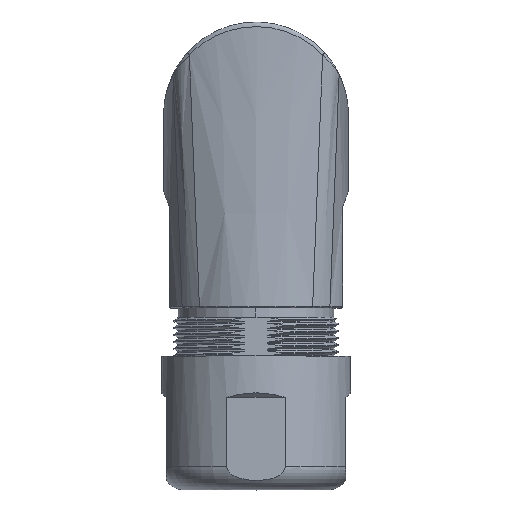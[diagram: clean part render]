
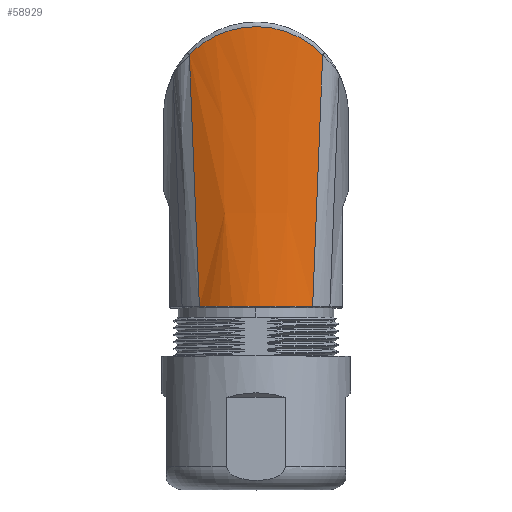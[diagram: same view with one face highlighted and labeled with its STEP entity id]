
A CAD part, top view. The second image highlights one B-rep face of the part: STEP entity #58929.
In plain terms, the highlighted free-form (B-spline) face has degree [3, 3] with [7, 4] control points.
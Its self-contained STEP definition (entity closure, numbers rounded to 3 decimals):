
#90=DIRECTION('',(0.04,0.998,0.048));
#91=VECTOR('',#90,27.287);
#92=CARTESIAN_POINT('',(6.137,-20.813,7.91));
#93=LINE('',#92,#91);
#22025=CARTESIAN_POINT('',(7.228,6.42,9.231));
#22026=CARTESIAN_POINT('',(7.118,6.534,9.274));
#22027=CARTESIAN_POINT('',(6.894,6.757,9.36));
#22028=CARTESIAN_POINT('',(6.543,7.073,9.483));
#22029=CARTESIAN_POINT('',(6.18,7.372,9.599));
#22030=CARTESIAN_POINT('',(5.804,7.651,9.71));
#22031=CARTESIAN_POINT('',(5.417,7.912,9.813));
#22032=CARTESIAN_POINT('',(5.02,8.153,9.909));
#22033=CARTESIAN_POINT('',(4.613,8.375,9.998));
#22034=CARTESIAN_POINT('',(4.198,8.577,10.079));
#22035=CARTESIAN_POINT('',(3.776,8.76,10.153));
#22036=CARTESIAN_POINT('',(3.347,8.922,10.218));
#22037=CARTESIAN_POINT('',(2.912,9.065,10.275));
#22038=CARTESIAN_POINT('',(2.472,9.187,10.325));
#22039=CARTESIAN_POINT('',(2.028,9.289,10.366));
#22040=CARTESIAN_POINT('',(1.581,9.371,10.399));
#22041=CARTESIAN_POINT('',(1.131,9.432,10.424));
#22042=CARTESIAN_POINT('',(0.679,9.473,
10.44));
#22043=CARTESIAN_POINT('',(0.226,9.494,
10.449));
#22044=CARTESIAN_POINT('',(-0.227,9.493,
10.449));
#22045=CARTESIAN_POINT('',(-0.68,9.473,
10.44));
#22046=CARTESIAN_POINT('',(-1.131,9.432,
10.424));
#22047=CARTESIAN_POINT('',(-1.581,9.371,
10.399));
#22048=CARTESIAN_POINT('',(-2.029,9.289,
10.366));
#22049=CARTESIAN_POINT('',(-2.473,9.187,
10.325));
#22050=CARTESIAN_POINT('',(-2.912,9.065,
10.275));
#22051=CARTESIAN_POINT('',(-3.347,8.922,
10.218));
#22052=CARTESIAN_POINT('',(-3.776,8.759,
10.153));
#22053=CARTESIAN_POINT('',(-4.198,8.577,
10.079));
#22054=CARTESIAN_POINT('',(-4.613,8.374,
9.998));
#22055=CARTESIAN_POINT('',(-5.02,8.152,
9.909));
#22056=CARTESIAN_POINT('',(-5.417,7.911,
9.813));
#22057=CARTESIAN_POINT('',(-5.804,7.65,
9.71));
#22058=CARTESIAN_POINT('',(-6.18,7.371,
9.599));
#22059=CARTESIAN_POINT('',(-6.543,7.073,
9.482));
#22060=CARTESIAN_POINT('',(-6.894,6.756,
9.36));
#22061=CARTESIAN_POINT('',(-7.118,6.534,
9.274));
#22062=CARTESIAN_POINT('',(-7.228,6.419,
9.231));
#22064=CARTESIAN_POINT('',(6.137,-20.813,
7.91));
#22065=CARTESIAN_POINT('',(5.727,-20.811,
8.227));
#22066=CARTESIAN_POINT('',(4.871,-20.809,
8.784));
#22067=CARTESIAN_POINT('',(3.571,-20.806,
9.384));
#22068=CARTESIAN_POINT('',(2.173,-20.804,
9.801));
#22069=CARTESIAN_POINT('',(0.74,-20.803,
10.01));
#22070=CARTESIAN_POINT('',(-0.705,-20.803,
10.014));
#22071=CARTESIAN_POINT('',(-2.161,-20.804,
9.802));
#22072=CARTESIAN_POINT('',(-3.5,-20.806,
9.408));
#22073=CARTESIAN_POINT('',(-4.814,-20.808,
8.817));
#22074=CARTESIAN_POINT('',(-5.705,-20.811,
8.244));
#22075=CARTESIAN_POINT('',(-6.137,-20.813,
7.91));
#22077=DIRECTION('',(-0.04,0.998,0.048));
#22078=VECTOR('',#22077,27.286);
#22079=CARTESIAN_POINT('',(-6.137,-20.813,
7.91));
#22080=LINE('',#22079,#22078);
#22153=CARTESIAN_POINT('',(-7.228,6.419,
9.231));
#22173=CARTESIAN_POINT('',(-6.137,-20.813,
7.91));
#22262=VERTEX_POINT('',#22173);
#22264=VERTEX_POINT('',#22064);
#22278=VERTEX_POINT('',#22153);
#22280=VERTEX_POINT('',#22025);
#58892=CARTESIAN_POINT('',(6.318,-21.419,
7.715));
#58893=CARTESIAN_POINT('',(6.766,-10.913,
8.252));
#58894=CARTESIAN_POINT('',(7.213,-0.407,
8.788));
#58895=CARTESIAN_POINT('',(7.66,10.1,9.324));
#58896=CARTESIAN_POINT('',(5.405,-21.419,
8.473));
#58897=CARTESIAN_POINT('',(5.729,-10.913,
8.886));
#58898=CARTESIAN_POINT('',(6.054,-0.407,
9.299));
#58899=CARTESIAN_POINT('',(6.378,10.1,9.712));
#58900=CARTESIAN_POINT('',(3.381,-21.419,
9.61));
#58901=CARTESIAN_POINT('',(3.535,-10.913,
9.831));
#58902=CARTESIAN_POINT('',(3.689,-0.407,
10.052));
#58903=CARTESIAN_POINT('',(3.844,10.1,10.273));
#58904=CARTESIAN_POINT('',(0.,-21.419,10.178));
#58905=CARTESIAN_POINT('',(0.,-10.913,10.301));
#58906=CARTESIAN_POINT('',(0.,-0.407,10.424));
#58907=CARTESIAN_POINT('',(0.,10.1,10.546));
#58908=CARTESIAN_POINT('',(-3.381,-21.419,
9.61));
#58909=CARTESIAN_POINT('',(-3.535,-10.913,
9.831));
#58910=CARTESIAN_POINT('',(-3.689,-0.407,
10.052));
#58911=CARTESIAN_POINT('',(-3.844,10.1,
10.273));
#58912=CARTESIAN_POINT('',(-5.405,-21.419,
8.473));
#58913=CARTESIAN_POINT('',(-5.729,-10.913,
8.886));
#58914=CARTESIAN_POINT('',(-6.054,-0.407,
9.299));
#58915=CARTESIAN_POINT('',(-6.378,10.1,
9.712));
#58916=CARTESIAN_POINT('',(-6.318,-21.419,
7.715));
#58917=CARTESIAN_POINT('',(-6.766,-10.913,
8.252));
#58918=CARTESIAN_POINT('',(-7.213,-0.407,
8.788));
#58919=CARTESIAN_POINT('',(-7.66,10.1,
9.324));
#58920=B_SPLINE_SURFACE_WITH_KNOTS('',3,3,((#58892,#58893,#58894,#58895),
(#58896,#58897,#58898,#58899),(#58900,#58901,#58902,#58903),(#58904,#58905,
#58906,#58907),(#58908,#58909,#58910,#58911),(#58912,#58913,#58914,#58915),(
#58916,#58917,#58918,#58919)),.UNSPECIFIED.,.F.,.F.,.F.,(4,1,1,1,4),(4,4),(
0.282,0.395,0.5,0.605,0.718),(
-0.012,0.915),.UNSPECIFIED.);
#58921=ORIENTED_EDGE('',*,*,#58883,.F.);
#58922=ORIENTED_EDGE('',*,*,#25446,.F.);
#58924=ORIENTED_EDGE('',*,*,#58923,.T.);
#58926=ORIENTED_EDGE('',*,*,#58925,.T.);
#58927=EDGE_LOOP('',(#58921,#58922,#58924,#58926));
#58928=FACE_OUTER_BOUND('',#58927,.F.);
#58929=ADVANCED_FACE('',(#58928),#58920,.F.);
#22063=B_SPLINE_CURVE_WITH_KNOTS('',3,(#22025,#22026,#22027,#22028,#22029,
#22030,#22031,#22032,#22033,#22034,#22035,#22036,#22037,#22038,#22039,#22040,
#22041,#22042,#22043,#22044,#22045,#22046,#22047,#22048,#22049,#22050,#22051,
#22052,#22053,#22054,#22055,#22056,#22057,#22058,#22059,#22060,#22061,#22062),
.UNSPECIFIED.,.F.,.F.,(4,1,1,1,1,1,1,1,1,1,1,1,1,1,1,1,1,1,1,1,1,1,1,1,1,1,1,1,
1,1,1,1,1,1,1,4),(0.,0.029,0.057,0.086,
0.114,0.143,0.171,0.2,0.229,
0.257,0.286,0.314,0.343,
0.371,0.4,0.429,0.457,0.486,
0.514,0.543,0.571,0.6,0.629,
0.657,0.686,0.714,0.743,
0.771,0.8,0.829,0.857,0.886,
0.914,0.943,0.971,1.),.UNSPECIFIED.);
#22076=B_SPLINE_CURVE_WITH_KNOTS('',3,(#22064,#22065,#22066,#22067,#22068,
#22069,#22070,#22071,#22072,#22073,#22074,#22075),.UNSPECIFIED.,.F.,.F.,(4,1,1,
1,1,1,1,1,1,4),(0.,0.111,0.222,0.333,
0.444,0.556,0.667,0.778,
0.889,1.),.UNSPECIFIED.);
#25446=EDGE_CURVE('',#22264,#22280,#93,.T.);
#58883=EDGE_CURVE('',#22280,#22278,#22063,.T.);
#58923=EDGE_CURVE('',#22264,#22262,#22076,.T.);
#58925=EDGE_CURVE('',#22262,#22278,#22080,.T.);
